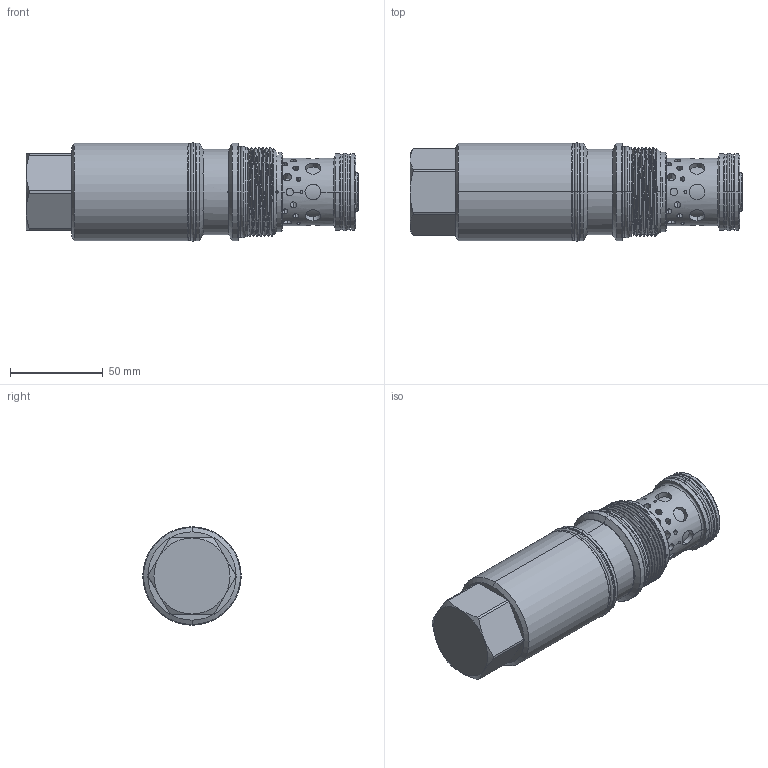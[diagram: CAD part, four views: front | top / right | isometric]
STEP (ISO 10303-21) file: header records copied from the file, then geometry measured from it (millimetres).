
FILE_DESCRIPTION (( 'STEP AP203' ), '1' );
FILE_NAME ('MB19A3N-N.STEP', '2016-06-07T02:40:11', ( '' ), ( '' ), 'SwSTEP 2.0', 'SolidWorks 2012', '' );
FILE_SCHEMA (( 'CONFIG_CONTROL_DESIGN' ));
Length unit declared in the file: millimetre
Products named in the file (1): MB19A3N-N
Bounding box: 179.07 x 53.11 x 53.11 mm (x, y, z)
Volume: 298425 mm3; surface area: 47618.5 mm2
Topology: 7 solids, 7 shells, 343 faces, 771 edges, 483 vertices
Faces by surface type: cylinder 211, torus 47, plane 45, cone 37, bspline 3
Entity records: 14591 total; most frequent: CARTESIAN_POINT 7124, ORIENTED_EDGE 1542, DIRECTION 1489, EDGE_CURVE 771, AXIS2_PLACEMENT_3D 625, VERTEX_POINT 483, EDGE_LOOP 400, FACE_OUTER_BOUND 343
